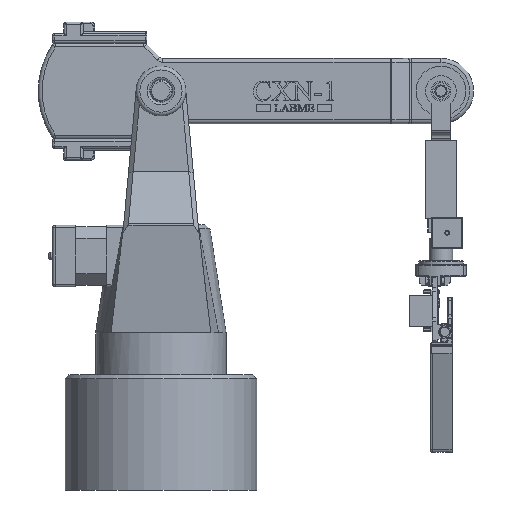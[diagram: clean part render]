
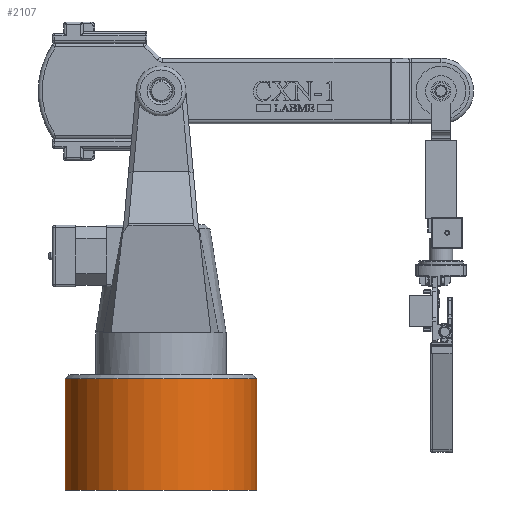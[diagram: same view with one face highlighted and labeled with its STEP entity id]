
A CAD part, front view. The second image highlights one B-rep face of the part: STEP entity #2107.
In plain terms, the highlighted cylindrical face has radius 125 mm (diameter 250 mm), a full revolution.
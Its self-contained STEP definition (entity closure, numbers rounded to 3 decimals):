
#2075=CARTESIAN_POINT('',(500.,500.,150.));
#2076=DIRECTION('',(0.,0.,-1.));
#2077=DIRECTION('',(-1.,0.,0.));
#2078=AXIS2_PLACEMENT_3D('',#2075,#2076,#2077);
#2079=CYLINDRICAL_SURFACE('',#2078,125.);
#2080=CARTESIAN_POINT('',(375.,500.,-0.));
#2081=VERTEX_POINT('',#2080);
#2082=CARTESIAN_POINT('',(375.,500.,145.));
#2083=VERTEX_POINT('',#2082);
#2084=CARTESIAN_POINT('',(375.,500.,-0.));
#2085=DIRECTION('',(-0.,-0.,1.));
#2086=VECTOR('',#2085,145.);
#2087=LINE('',#2084,#2086);
#2088=EDGE_CURVE('',#2081,#2083,#2087,.T.);
#2089=ORIENTED_EDGE('',*,*,#2088,.T.);
#2090=CARTESIAN_POINT('',(500.,500.,145.));
#2091=DIRECTION('',(0.,0.,-1.));
#2092=DIRECTION('',(-1.,0.,0.));
#2093=AXIS2_PLACEMENT_3D('',#2090,#2091,#2092);
#2094=CIRCLE('',#2093,125.);
#2095=EDGE_CURVE('',#2083,#2083,#2094,.T.);
#2096=ORIENTED_EDGE('',*,*,#2095,.T.);
#2097=ORIENTED_EDGE('',*,*,#2088,.F.);
#2098=CARTESIAN_POINT('',(500.,500.,-0.));
#2099=DIRECTION('',(0.,0.,-1.));
#2100=DIRECTION('',(-1.,0.,0.));
#2101=AXIS2_PLACEMENT_3D('',#2098,#2099,#2100);
#2102=CIRCLE('',#2101,125.);
#2103=EDGE_CURVE('',#2081,#2081,#2102,.T.);
#2104=ORIENTED_EDGE('',*,*,#2103,.F.);
#2105=EDGE_LOOP('',(#2089,#2096,#2097,#2104));
#2106=FACE_BOUND('',#2105,.T.);
#2107=ADVANCED_FACE('',(#2106),#2079,.T.);
